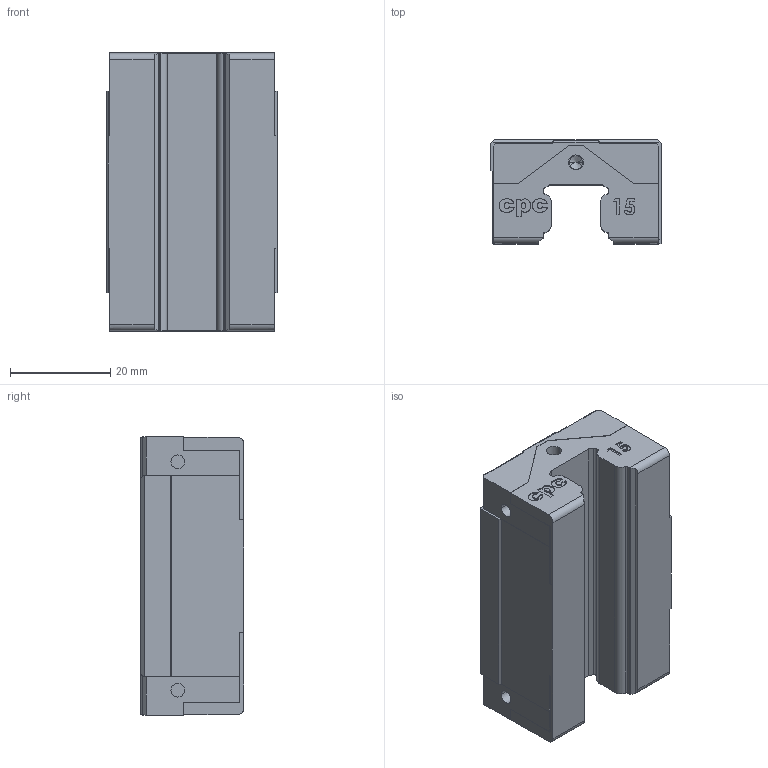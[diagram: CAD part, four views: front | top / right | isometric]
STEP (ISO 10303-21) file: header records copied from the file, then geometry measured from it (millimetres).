
FILE_DESCRIPTION (( 'STEP AP203' ), '1' );
FILE_NAME ('ARC15MN-block_X2.STEP', '2013-10-28T02:04:34', ( 'CPC' ), ( '' ), 'SwSTEP 2.0', 'SolidWorks 2010', '' );
FILE_SCHEMA (( 'CONFIG_CONTROL_DESIGN' ));
Length unit declared in the file: millimetre
Products named in the file (1): ARC15MN-block_X2
Bounding box: 34 x 20.7 x 55.5 mm (x, y, z)
Volume: 30263.2 mm3; surface area: 9297.3 mm2
Topology: 1 solids, 1 shells, 310 faces, 818 edges, 530 vertices
Faces by surface type: plane 146, bspline 74, cylinder 66, cone 24
Entity records: 15501 total; most frequent: CARTESIAN_POINT 8263, ORIENTED_EDGE 1612, DIRECTION 1236, EDGE_CURVE 806, VERTEX_POINT 530, VECTOR 506, LINE 506, AXIS2_PLACEMENT_3D 365
